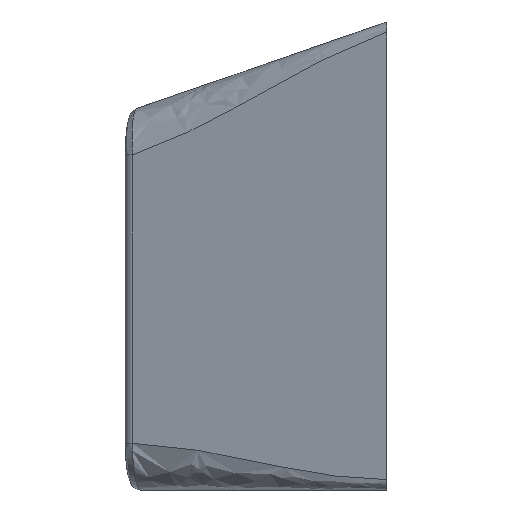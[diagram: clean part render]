
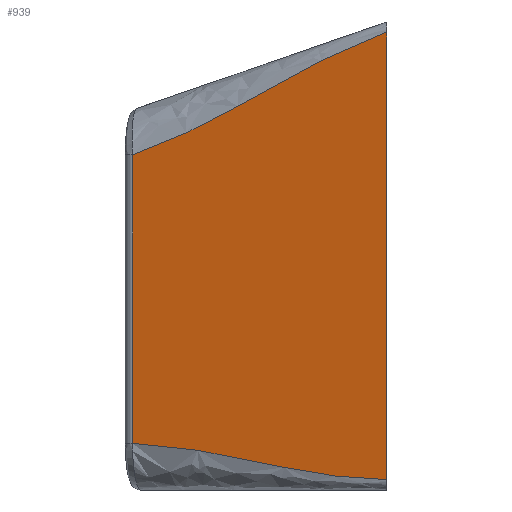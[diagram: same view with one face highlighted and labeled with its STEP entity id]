
A CAD part, left-side view. The second image highlights one B-rep face of the part: STEP entity #939.
In plain terms, the highlighted planar face has unit normal (-0.959, 0.284, 0).
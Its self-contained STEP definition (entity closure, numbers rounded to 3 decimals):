
#630=EDGE_CURVE('',#631,#633,#635,.F.);
#631=VERTEX_POINT('',#632);
#632=CARTESIAN_POINT('',(0.0,0.0,-0.384));
#633=VERTEX_POINT('',#634);
#634=CARTESIAN_POINT('',(0.0,0.0,-17.6));
#635=LINE('',#636,#637);
#636=CARTESIAN_POINT('',(0.0,0.0,0.0));
#637=VECTOR('',#638,1.0);
#638=DIRECTION('',(0.0,0.0,1.0));
#939=ADVANCED_FACE('',(#940),#979,.F.);
#940=FACE_BOUND('',#941,.T.);
#941=EDGE_LOOP('',(#942,#957,#965,#978));
#942=ORIENTED_EDGE('',*,*,#943,.T.);
#943=EDGE_CURVE('',#631,#944,#946,.T.);
#944=VERTEX_POINT('',#945);
#945=CARTESIAN_POINT('',(2.9,9.78,-5.111));
#946=B_SPLINE_CURVE_WITH_KNOTS('',3,(#947,#948,#949,#950,#951,#952,#953,#954,#955,#956),.UNSPECIFIED.,.F.,.U.,(4,3,3,4),(-0.023,0.,0.011,0.035),.UNSPECIFIED.);
#947=CARTESIAN_POINT('',(-6.326,-21.336,6.996));
#948=CARTESIAN_POINT('',(-4.228,-14.261,4.549));
#949=CARTESIAN_POINT('',(-2.13,-7.185,2.102));
#950=CARTESIAN_POINT('',(-0.033,-0.11,-0.346));
#951=CARTESIAN_POINT('',(0.967,3.263,-1.513));
#952=CARTESIAN_POINT('',(1.853,6.251,-3.89));
#953=CARTESIAN_POINT('',(2.853,9.623,-5.056));
#954=CARTESIAN_POINT('',(5.0,16.864,-7.561));
#955=CARTESIAN_POINT('',(7.147,24.104,-10.066));
#956=CARTESIAN_POINT('',(9.293,31.344,-12.57));
#957=ORIENTED_EDGE('',*,*,#958,.T.);
#958=EDGE_CURVE('',#944,#959,#961,.T.);
#959=VERTEX_POINT('',#960);
#960=CARTESIAN_POINT('',(2.9,9.78,-16.205));
#961=LINE('',#962,#963);
#962=CARTESIAN_POINT('',(2.9,9.78,0.0));
#963=VECTOR('',#964,1.0);
#964=DIRECTION('',(0.0,0.0,-1.0));
#965=ORIENTED_EDGE('',*,*,#966,.T.);
#966=EDGE_CURVE('',#959,#633,#967,.T.);
#967=B_SPLINE_CURVE_WITH_KNOTS('',3,(#968,#969,#970,#971,#972,#973,#974,#975,#976,#977),.UNSPECIFIED.,.F.,.U.,(4,3,3,4),(-0.032,-0.011,0.0,0.022),.UNSPECIFIED.);
#968=CARTESIAN_POINT('',(9.227,31.121,-16.2));
#969=CARTESIAN_POINT('',(7.152,24.12,-16.2));
#970=CARTESIAN_POINT('',(5.076,17.119,-16.2));
#971=CARTESIAN_POINT('',(3.0,10.118,-16.2));
#972=CARTESIAN_POINT('',(2.0,6.745,-16.2));
#973=CARTESIAN_POINT('',(1.0,3.373,-17.6));
#974=CARTESIAN_POINT('',(0.,0.,-17.6));
#975=CARTESIAN_POINT('',(-2.051,-6.916,-17.6));
#976=CARTESIAN_POINT('',(-4.101,-13.832,-17.6));
#977=CARTESIAN_POINT('',(-6.152,-20.748,-17.6));
#978=ORIENTED_EDGE('',*,*,#630,.F.);
#979=PLANE('',#980);
#980=AXIS2_PLACEMENT_3D('',#981,#982,#983);
#981=CARTESIAN_POINT('',(0.,0.,0.0));
#982=DIRECTION('',(0.959,-0.284,0.0));
#983=DIRECTION('',(0.284,0.959,0.0));
